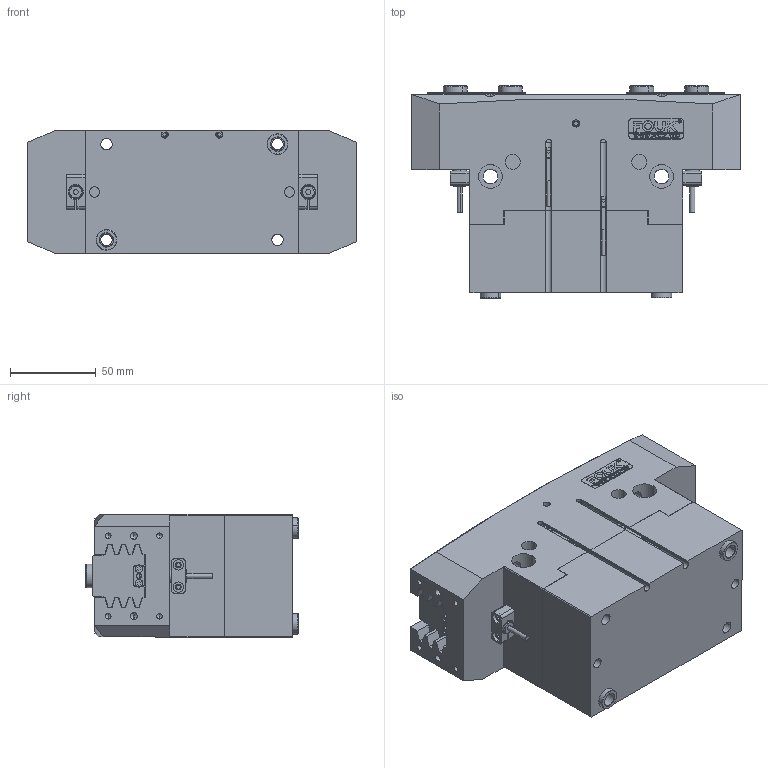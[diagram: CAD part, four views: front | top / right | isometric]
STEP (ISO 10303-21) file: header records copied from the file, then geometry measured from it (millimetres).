
FILE_DESCRIPTION (( 'STEP AP203' ), '1' );
FILE_NAME ('FR72-192-S-NC.STEP', '2025-05-06T08:29:22', ( 'USER-' ), ( 'Microsoft' ), 'SwSTEP 2.0', 'SolidWorks 2018', '' );
FILE_SCHEMA (( 'CONFIG_CONTROL_DESIGN' ));
Length unit declared in the file: millimetre
Products named in the file (14): 内六角圆柱头螺钉[GBT70_1-2008][M2.5×8]_M2.5×8; TRT72-192-MX-06 笢猾え; 揤輸蚾饜极; ﾏ擎ﾗ14｡ﾁ10｡ﾁ8; 32x12-R2; TRT72-192-MX-22B 晊扥极; TRT72-192-MX-01 喘倛褲极; ﾏ擎ﾗ12｡ﾁ8｡ﾁ6; TRT72-192-SX-02 喘倛賑輸; P-GS-T-01 諉輪羲壽標厥釱; FR72-192-S-NC; 苤覜聆假蚾璃; 电容传感器8x23接近开关; 棠羲換覜ん
Assembly tree (23 placements, depth 3):
  FR72-192-S-NC
    TRT72-192-MX-01 喘倛褲极
    TRT72-192-SX-02 喘倛賑輸  x2
    TRT72-192-MX-06 笢猾え
    揤輸蚾饜极  x2
      内六角圆柱头螺钉[GBT70_1-2008][M2.5×8]_M2.5×8
      苤覜聆假蚾璃
    P-GS-T-01 諉輪羲壽標厥釱  x2
    电容传感器8x23接近开关  x2
    32x12-R2
    ﾏ擎ﾗ14｡ﾁ10｡ﾁ8  x4
    棠羲換覜ん  x2
    TRT72-192-MX-22B 晊扥极
    ﾏ擎ﾗ12｡ﾁ8｡ﾁ6  x2
Bounding box: 192 x 124 x 72 mm (x, y, z)
Volume: 1162517.5 mm3; surface area: 187145.4 mm2
Topology: 24 solids, 32 shells, 1342 faces, 3453 edges, 2210 vertices
Faces by surface type: plane 596, cylinder 407, cone 168, bspline 155, torus 16
Entity records: 40085 total; most frequent: CARTESIAN_POINT 12709, ORIENTED_EDGE 5482, DIRECTION 4953, EDGE_CURVE 2741, VERTEX_POINT 1804, VECTOR 1701, LINE 1701, AXIS2_PLACEMENT_3D 1626
